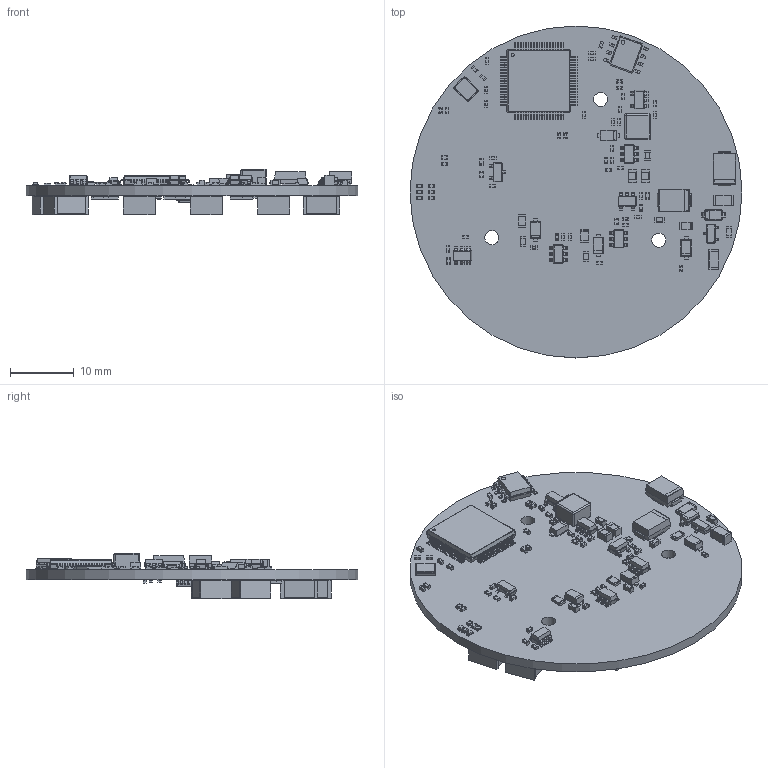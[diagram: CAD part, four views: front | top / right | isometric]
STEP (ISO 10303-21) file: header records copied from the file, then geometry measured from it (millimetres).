
FILE_DESCRIPTION(('KiCad electronic assembly'),'2;1');
FILE_NAME('CAPSTONE_MC.step','2025-06-22T09:09:27',('Pcbnew'),('Kicad'), 'Open CASCADE STEP processor 7.8','KiCad to STEP converter','Unknown' );
FILE_SCHEMA(('AUTOMOTIVE_DESIGN { 1 0 10303 214 1 1 1 1 }'));
Length unit declared in the file: millimetre
Products named in the file (24): CAPSTONE_MC 1; LED_0402_1005Metric; C_0402_1005Metric; C_0603_1608Metric; L_Abracon_ASPI-0425; SOT-23-5; R_0402_1005Metric; SOT-23; R_0805_2012Metric; C_1206_3216Metric; D_SOD-123F; R_1206_3216Metric; C_0805_2012Metric; SOT-23-6; D_SMB; SOIC-8_3.9x4.9mm_P1.27mm; LQFP-64_10x10mm_P0.5mm; SOT-23-3; D_SOD-123; L_0402_1005Metric; Crystal_SMD_3225-4Pin_3.2x2.5mm; C_2220_5750Metric; TSSOP-14_4.4x5mm_P0.65mm; CAPSTONE_MC_PCB
Assembly tree (111 placements, depth 2):
  CAPSTONE_MC 1
    LED_0402_1005Metric  x3
    C_0402_1005Metric  x39
    C_0603_1608Metric  x5
    L_Abracon_ASPI-0425
    SOT-23-5  x2
    R_0402_1005Metric  x22
    SOT-23
    R_0805_2012Metric  x3
    C_1206_3216Metric
    D_SOD-123F  x4
    R_1206_3216Metric  x8
    C_0805_2012Metric  x2
    SOT-23-6  x4
    D_SMB  x2
    SOIC-8_3.9x4.9mm_P1.27mm
    LQFP-64_10x10mm_P0.5mm
    SOT-23-3
    D_SOD-123
    L_0402_1005Metric
    Crystal_SMD_3225-4Pin_3.2x2.5mm
    C_2220_5750Metric  x6
    TSSOP-14_4.4x5mm_P0.65mm
    CAPSTONE_MC_PCB
Bounding box: 52 x 52 x 7.08 mm (x, y, z)
Volume: 4092.1 mm3; surface area: 6607.9 mm2
Topology: 111 solids, 111 shells, 5098 faces, 13221 edges, 8465 vertices
Faces by surface type: plane 3138, cylinder 1483, bspline 473, sphere 4
Full cylindrical faces by diameter (mm): 0.5 x2, 0.6 x1, 2.2 x3, 52 x1
Entity records: 87830 total; most frequent: CARTESIAN_POINT 15756, ORIENTED_EDGE 11876, DIRECTION 10881, EDGE_CURVE 5938, LINE 4521, VECTOR 4521, VERTEX_POINT 3735, AXIS2_PLACEMENT_3D 3180
